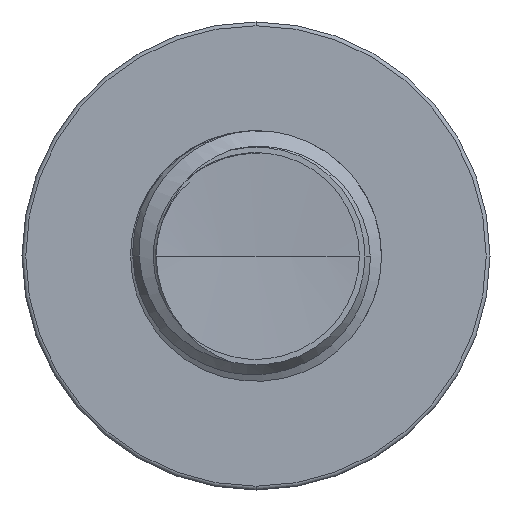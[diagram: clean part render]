
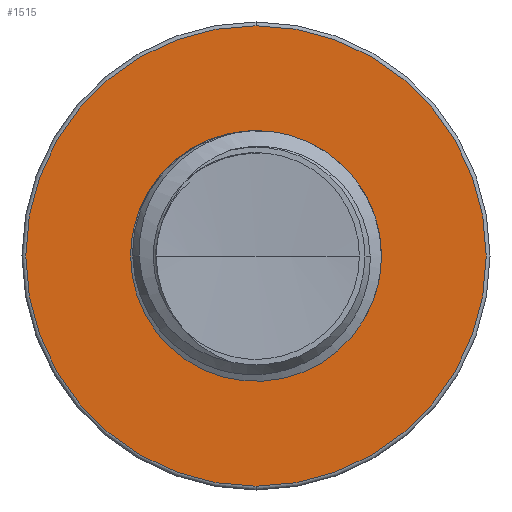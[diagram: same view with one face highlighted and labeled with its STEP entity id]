
A CAD part, front view. The second image highlights one B-rep face of the part: STEP entity #1515.
In plain terms, the highlighted planar face has unit normal (0, -1, 0).
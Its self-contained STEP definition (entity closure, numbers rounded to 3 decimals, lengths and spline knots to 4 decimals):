
#931 = PLANE ( 'NONE',  #11336 ) ;
#1515 = ADVANCED_FACE ( 'NONE', ( #23477, #13453 ), #931, .T. ) ;
#2270 = AXIS2_PLACEMENT_3D ( 'NONE', #9426, #23686, #11578 ) ;
#3572 = ORIENTED_EDGE ( 'NONE', *, *, #14030, .T. ) ;
#3748 = DIRECTION ( 'NONE',  ( 0., -1., 0. ) ) ;
#4169 = CARTESIAN_POINT ( 'NONE',  ( 0., 7., -2.755 ) ) ;
#4231 = ORIENTED_EDGE ( 'NONE', *, *, #22278, .F. ) ;
#5026 = CARTESIAN_POINT ( 'NONE',  ( 0., 7., 1.4363 ) ) ;
#5066 = EDGE_CURVE ( 'NONE', #26587, #5667, #20898, .T. ) ;
#5667 = VERTEX_POINT ( 'NONE', #22219 ) ;
#6153 = VERTEX_POINT ( 'NONE', #4169 ) ;
#6358 = AXIS2_PLACEMENT_3D ( 'NONE', #16536, #3748, #18582 ) ;
#7537 = EDGE_LOOP ( 'NONE', ( #20295, #4231 ) ) ;
#9426 = CARTESIAN_POINT ( 'NONE',  ( 0., 7., 0. ) ) ;
#9445 = DIRECTION ( 'NONE',  ( 0., -1., 0. ) ) ;
#9636 = AXIS2_PLACEMENT_3D ( 'NONE', #11861, #25892, #13964 ) ;
#11336 = AXIS2_PLACEMENT_3D ( 'NONE', #5026, #9445, #23702 ) ;
#11434 = CARTESIAN_POINT ( 'NONE',  ( 0., 7., 0. ) ) ;
#11578 = DIRECTION ( 'NONE',  ( 0., 0., -1. ) ) ;
#11861 = CARTESIAN_POINT ( 'NONE',  ( 0., 7., 0. ) ) ;
#12299 = CIRCLE ( 'NONE', #6358, 2.755 ) ;
#13453 = FACE_BOUND ( 'NONE', #7537, .T. ) ;
#13556 = DIRECTION ( 'NONE',  ( 0., 0., -1. ) ) ;
#13964 = DIRECTION ( 'NONE',  ( 0., 0., -1. ) ) ;
#14030 = EDGE_CURVE ( 'NONE', #6153, #14140, #12299, .T. ) ;
#14140 = VERTEX_POINT ( 'NONE', #14488 ) ;
#14488 = CARTESIAN_POINT ( 'NONE',  ( 0., 7., 2.755 ) ) ;
#15003 = ORIENTED_EDGE ( 'NONE', *, *, #16155, .T. ) ;
#15508 = EDGE_LOOP ( 'NONE', ( #3572, #15003 ) ) ;
#16155 = EDGE_CURVE ( 'NONE', #14140, #6153, #17449, .T. ) ;
#16536 = CARTESIAN_POINT ( 'NONE',  ( 0., 7., 0. ) ) ;
#17312 = AXIS2_PLACEMENT_3D ( 'NONE', #11434, #25506, #13556 ) ;
#17449 = CIRCLE ( 'NONE', #9636, 2.755 ) ;
#18582 = DIRECTION ( 'NONE',  ( 0., 0., -1. ) ) ;
#18963 = CIRCLE ( 'NONE', #2270, 1.4363 ) ;
#20295 = ORIENTED_EDGE ( 'NONE', *, *, #5066, .F. ) ;
#20898 = CIRCLE ( 'NONE', #17312, 1.4363 ) ;
#22219 = CARTESIAN_POINT ( 'NONE',  ( 0., 7., 1.4363 ) ) ;
#22278 = EDGE_CURVE ( 'NONE', #5667, #26587, #18963, .T. ) ;
#23398 = CARTESIAN_POINT ( 'NONE',  ( 0., 7., -1.4363 ) ) ;
#23477 = FACE_OUTER_BOUND ( 'NONE', #15508, .T. ) ;
#23686 = DIRECTION ( 'NONE',  ( 0., -1., 0. ) ) ;
#23702 = DIRECTION ( 'NONE',  ( 0., 0., -1. ) ) ;
#25506 = DIRECTION ( 'NONE',  ( 0., -1., 0. ) ) ;
#25892 = DIRECTION ( 'NONE',  ( 0., -1., 0. ) ) ;
#26587 = VERTEX_POINT ( 'NONE', #23398 ) ;
